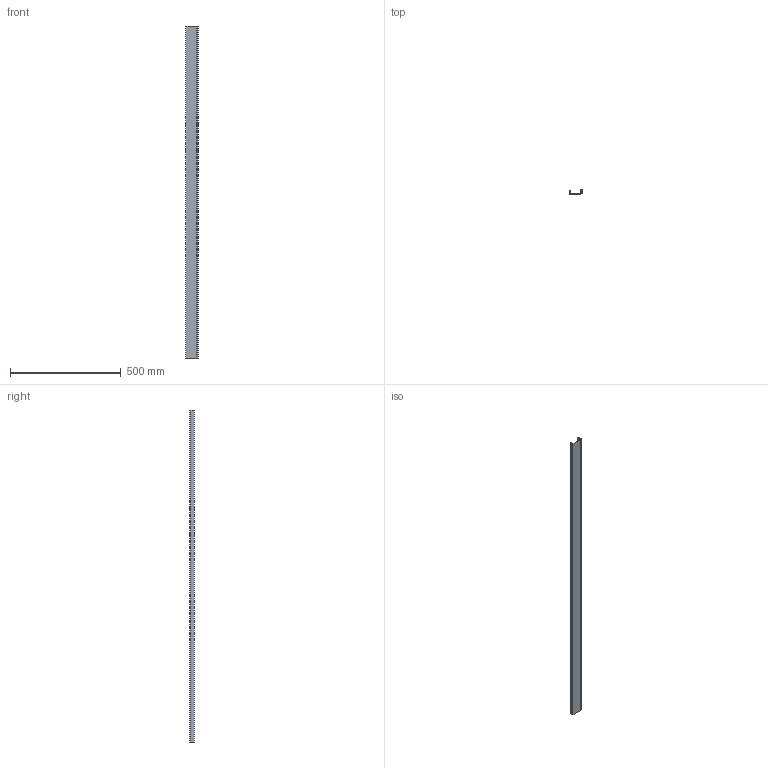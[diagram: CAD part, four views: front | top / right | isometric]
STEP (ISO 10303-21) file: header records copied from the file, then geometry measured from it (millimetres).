
FILE_DESCRIPTION((''),'2;1');
FILE_NAME('20003582P01','2023-05-08T10:25:06',('sivasanker.y'),(''),'CREO PARAMETRIC BY PTC INC, 2021284','CREO PARAMETRIC BY PTC INC, 2021284','');
FILE_SCHEMA(('CONFIG_CONTROL_DESIGN'));
Length unit declared in the file: millimetre
Products named in the file (1): 20003582P01
Bounding box: 55 x 18.8 x 1500 mm (x, y, z)
Volume: 130901.9 mm3; surface area: 329829.4 mm2
Topology: 1 solids, 1 shells, 22 faces, 52 edges, 32 vertices
Faces by surface type: plane 20, cylinder 2
Entity records: 654 total; most frequent: CARTESIAN_POINT 106, ORIENTED_EDGE 104, DIRECTION 100, EDGE_CURVE 52, VECTOR 48, LINE 48, VERTEX_POINT 32, AXIS2_PLACEMENT_3D 26
